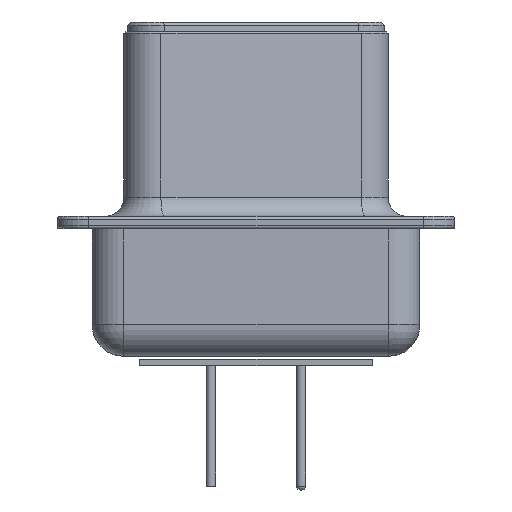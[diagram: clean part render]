
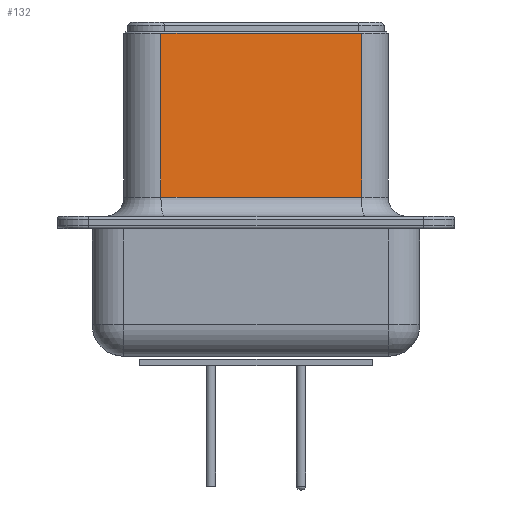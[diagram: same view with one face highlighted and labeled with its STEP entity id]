
A CAD part, left-side view. The second image highlights one B-rep face of the part: STEP entity #132.
In plain terms, the highlighted planar face has unit normal (-0.986, -0.165, 0).
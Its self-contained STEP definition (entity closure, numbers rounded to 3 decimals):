
#13=DIRECTION('',(0.,0.,1.));
#28=VECTOR('',#13,1.);
#31=VERTEX_POINT('',#32);
#32=CARTESIAN_POINT('',(-52.136,1.565,5.3));
#37=DIRECTION('',(-0.986,-0.165,0.));
#39=EDGE_CURVE('',#31,#40,#42,.T.);
#40=VERTEX_POINT('',#41);
#41=CARTESIAN_POINT('',(-52.136,1.565,10.45));
#42=LINE('',#43,#28);
#43=CARTESIAN_POINT('',(-52.136,1.565,4.7));
#89=DIRECTION('',(-0.165,0.986,0.));
#132=ADVANCED_FACE('',(#133),#153,.T.);
#133=FACE_BOUND('',#134,.T.);
#134=EDGE_LOOP('',(#135,#143,#148,#149));
#135=ORIENTED_EDGE('',*,*,#136,.T.);
#136=EDGE_CURVE('',#137,#139,#141,.T.);
#137=VERTEX_POINT('',#138);
#138=CARTESIAN_POINT('',(-51.084,-4.735,5.3));
#139=VERTEX_POINT('',#140);
#140=CARTESIAN_POINT('',(-51.084,-4.735,10.45));
#141=LINE('',#142,#28);
#142=CARTESIAN_POINT('',(-51.084,-4.735,4.7));
#143=ORIENTED_EDGE('',*,*,#144,.F.);
#144=EDGE_CURVE('',#40,#139,#145,.T.);
#145=LINE('',#41,#146);
#146=VECTOR('',#147,1.);
#147=DIRECTION('',(0.165,-0.986,0.));
#148=ORIENTED_EDGE('',*,*,#39,.F.);
#149=ORIENTED_EDGE('',*,*,#150,.F.);
#150=EDGE_CURVE('',#137,#31,#151,.T.);
#151=LINE('',#138,#152);
#152=VECTOR('',#89,1.);
#153=PLANE('',#154);
#154=AXIS2_PLACEMENT_3D('',#155,#37,#89);
#155=CARTESIAN_POINT('',(-50.945,-5.57,4.7));
